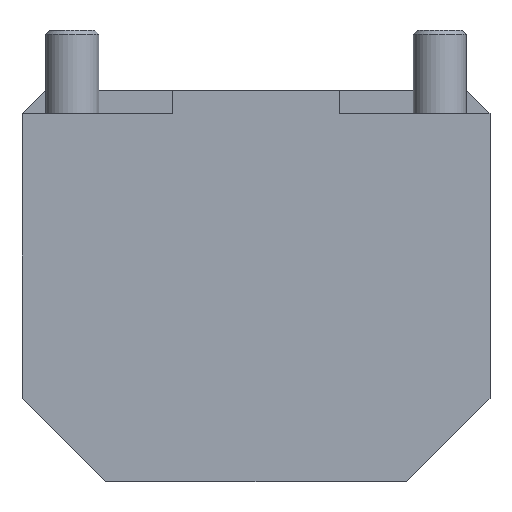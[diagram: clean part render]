
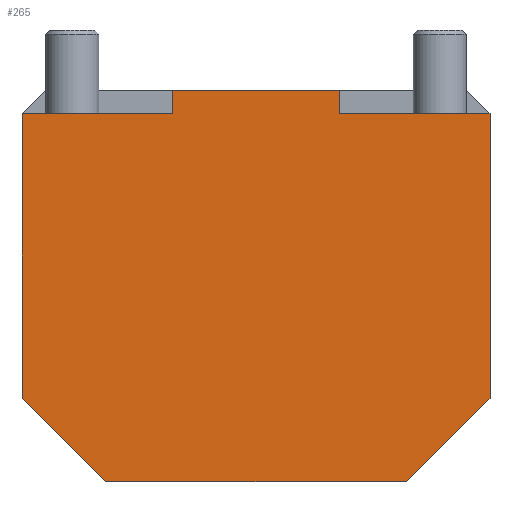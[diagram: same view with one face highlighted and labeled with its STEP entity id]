
A CAD part, left-side view. The second image highlights one B-rep face of the part: STEP entity #265.
In plain terms, the highlighted planar face has unit normal (-1, 0, 0).
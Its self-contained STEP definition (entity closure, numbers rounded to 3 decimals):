
#67=LINE('',#1428,#123);
#71=LINE('',#1436,#127);
#73=LINE('',#1440,#129);
#74=LINE('',#1443,#130);
#75=LINE('',#1445,#131);
#76=LINE('',#1447,#132);
#77=LINE('',#1448,#133);
#78=LINE('',#1450,#134);
#79=LINE('',#1452,#135);
#80=LINE('',#1453,#136);
#123=VECTOR('',#1133,1.);
#127=VECTOR('',#1137,1.);
#129=VECTOR('',#1141,1.);
#130=VECTOR('',#1142,1.);
#131=VECTOR('',#1143,1.);
#132=VECTOR('',#1144,1.);
#133=VECTOR('',#1145,1.);
#134=VECTOR('',#1146,1.);
#135=VECTOR('',#1147,1.);
#136=VECTOR('',#1148,1.);
#176=PLANE('',#938);
#212=FACE_OUTER_BOUND('',#400,.T.);
#265=ADVANCED_FACE('',(#212),#176,.F.);
#400=EDGE_LOOP('',(#540,#541,#542,#543,#544,#545,#546,#547,#548,#549));
#540=ORIENTED_EDGE('',*,*,#756,.F.);
#541=ORIENTED_EDGE('',*,*,#757,.F.);
#542=ORIENTED_EDGE('',*,*,#758,.F.);
#543=ORIENTED_EDGE('',*,*,#759,.F.);
#544=ORIENTED_EDGE('',*,*,#754,.F.);
#545=ORIENTED_EDGE('',*,*,#760,.T.);
#546=ORIENTED_EDGE('',*,*,#761,.T.);
#547=ORIENTED_EDGE('',*,*,#762,.F.);
#548=ORIENTED_EDGE('',*,*,#750,.F.);
#549=ORIENTED_EDGE('',*,*,#763,.F.);
#664=VERTEX_POINT('',#1427);
#665=VERTEX_POINT('',#1429);
#668=VERTEX_POINT('',#1435);
#669=VERTEX_POINT('',#1437);
#670=VERTEX_POINT('',#1441);
#671=VERTEX_POINT('',#1442);
#672=VERTEX_POINT('',#1444);
#673=VERTEX_POINT('',#1446);
#674=VERTEX_POINT('',#1449);
#675=VERTEX_POINT('',#1451);
#750=EDGE_CURVE('',#664,#665,#67,.T.);
#754=EDGE_CURVE('',#668,#669,#71,.T.);
#756=EDGE_CURVE('',#670,#671,#73,.T.);
#757=EDGE_CURVE('',#672,#670,#74,.T.);
#758=EDGE_CURVE('',#673,#672,#75,.T.);
#759=EDGE_CURVE('',#669,#673,#76,.T.);
#760=EDGE_CURVE('',#668,#674,#77,.T.);
#761=EDGE_CURVE('',#674,#675,#78,.T.);
#762=EDGE_CURVE('',#665,#675,#79,.T.);
#763=EDGE_CURVE('',#671,#664,#80,.T.);
#938=AXIS2_PLACEMENT_3D('',#1454,#1149,#1150);
#1133=DIRECTION('',(0.,-1.,0.));
#1137=DIRECTION('',(0.,-1.,0.));
#1141=DIRECTION('',(0.,0.707,0.707));
#1142=DIRECTION('',(0.,1.,0.));
#1143=DIRECTION('',(0.,0.707,-0.707));
#1144=DIRECTION('',(0.,0.,-1.));
#1145=DIRECTION('',(0.,0.,1.));
#1146=DIRECTION('',(0.,1.,0.));
#1147=DIRECTION('',(0.,0.,1.));
#1148=DIRECTION('',(0.,0.,1.));
#1149=DIRECTION('',(1.,0.,0.));
#1150=DIRECTION('',(0.,1.,0.));
#1427=CARTESIAN_POINT('',(-150.,70.,0.));
#1428=CARTESIAN_POINT('',(-150.,70.,0.));
#1429=CARTESIAN_POINT('',(-150.,25.,0.));
#1435=CARTESIAN_POINT('',(-150.,-25.,0.));
#1436=CARTESIAN_POINT('',(-150.,-25.,0.));
#1437=CARTESIAN_POINT('',(-150.,-70.,0.));
#1440=CARTESIAN_POINT('',(-150.,45.,-110.));
#1441=CARTESIAN_POINT('',(-150.,45.,-110.));
#1442=CARTESIAN_POINT('',(-150.,70.,-85.));
#1443=CARTESIAN_POINT('',(-150.,-45.,-110.));
#1444=CARTESIAN_POINT('',(-150.,-45.,-110.));
#1445=CARTESIAN_POINT('',(-150.,-70.,-85.));
#1446=CARTESIAN_POINT('',(-150.,-70.,-85.));
#1447=CARTESIAN_POINT('',(-150.,-70.,0.));
#1448=CARTESIAN_POINT('',(-150.,-25.,0.));
#1449=CARTESIAN_POINT('',(-150.,-25.,7.));
#1450=CARTESIAN_POINT('',(-150.,-25.,7.));
#1451=CARTESIAN_POINT('',(-150.,25.,7.));
#1452=CARTESIAN_POINT('',(-150.,25.,0.));
#1453=CARTESIAN_POINT('',(-150.,70.,-85.));
#1454=CARTESIAN_POINT('',(-150.,0.,-55.));
